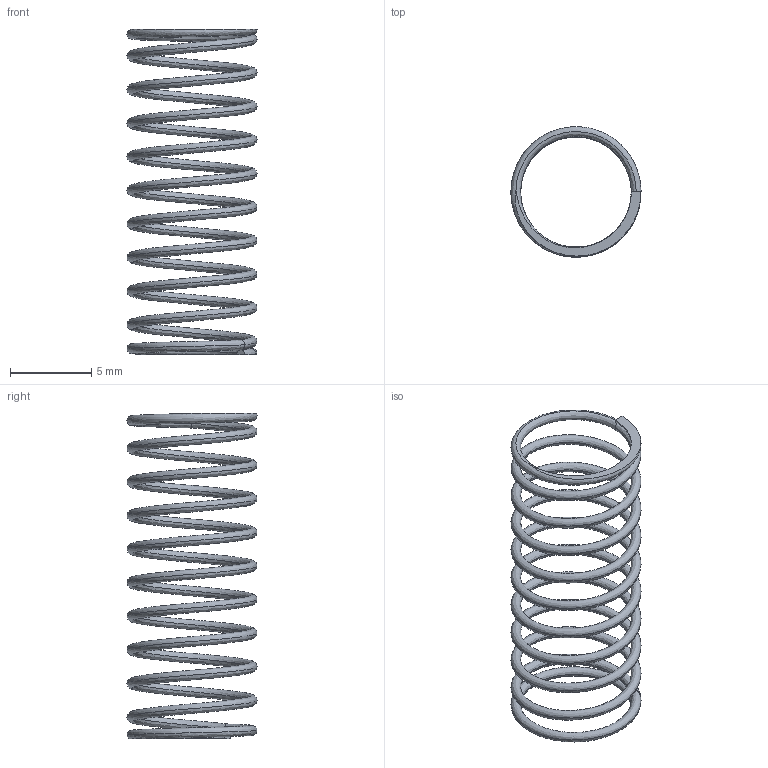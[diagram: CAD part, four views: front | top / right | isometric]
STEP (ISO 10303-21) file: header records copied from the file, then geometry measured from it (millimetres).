
FILE_DESCRIPTION (( 'STEP AP203' ), '1' );
FILE_NAME ('0.6X8X20.STEP', '2024-07-02T14:34:10', ( '' ), ( '' ), 'SwSTEP 2.0', 'SolidWorks 2020', '' );
FILE_SCHEMA (( 'CONFIG_CONTROL_DESIGN' ));
Length unit declared in the file: millimetre
Products named in the file (1): 0.6X8X20
Bounding box: 8 x 8 x 20 mm (x, y, z)
Volume: 71.6 mm3; surface area: 484.7 mm2
Topology: 1 solids, 1 shells, 10 faces, 20 edges, 12 vertices
Faces by surface type: bspline 6, plane 4
Entity records: 2766 total; most frequent: CARTESIAN_POINT 2523, ORIENTED_EDGE 40, DIRECTION 28, EDGE_CURVE 20, AXIS2_PLACEMENT_3D 13, VERTEX_POINT 12, EDGE_LOOP 10, FACE_OUTER_BOUND 10
